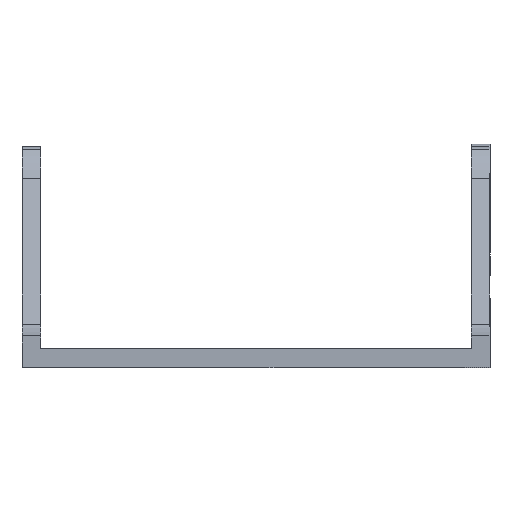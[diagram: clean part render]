
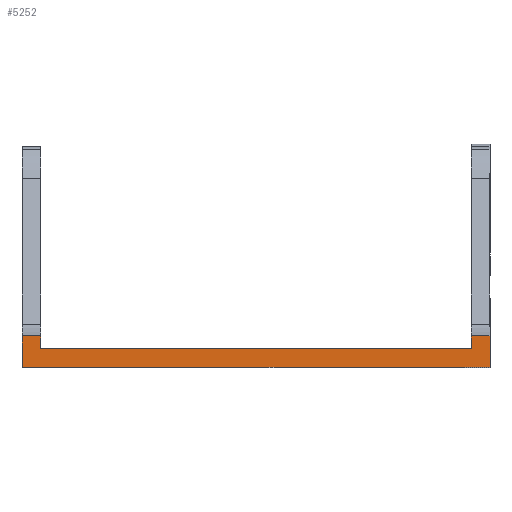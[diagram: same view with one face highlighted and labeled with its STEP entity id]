
A CAD part, top view. The second image highlights one B-rep face of the part: STEP entity #5252.
In plain terms, the highlighted planar face has unit normal (0, 0, 1).
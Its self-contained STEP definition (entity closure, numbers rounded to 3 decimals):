
#407 = LINE ( 'NONE', #3853, #410 ) ;
#410 = VECTOR ( 'NONE', #3851, 1000. ) ;
#480 = LINE ( 'NONE', #3667, #482 ) ;
#482 = VECTOR ( 'NONE', #3666, 1000. ) ;
#629 = LINE ( 'NONE', #2905, #632 ) ;
#632 = VECTOR ( 'NONE', #2907, 1000. ) ;
#992 = VERTEX_POINT ( 'NONE', #6475 ) ;
#1484 = ORIENTED_EDGE ( 'NONE', *, *, #6779, .T. ) ;
#1485 = ORIENTED_EDGE ( 'NONE', *, *, #2841, .T. ) ;
#1486 = ORIENTED_EDGE ( 'NONE', *, *, #2653, .T. ) ;
#1487 = ORIENTED_EDGE ( 'NONE', *, *, #6990, .T. ) ;
#1488 = ORIENTED_EDGE ( 'NONE', *, *, #2736, .T. ) ;
#1489 = ORIENTED_EDGE ( 'NONE', *, *, #2844, .T. ) ;
#1490 = ORIENTED_EDGE ( 'NONE', *, *, #2782, .T. ) ;
#1491 = ORIENTED_EDGE ( 'NONE', *, *, #6725, .T. ) ;
#2060 = LINE ( 'NONE', #6565, #2063 ) ;
#2063 = VECTOR ( 'NONE', #6563, 1000. ) ;
#2182 = LINE ( 'NONE', #6143, #2184 ) ;
#2184 = VECTOR ( 'NONE', #6106, 1000. ) ;
#2334 = FACE_OUTER_BOUND ( 'NONE', #3088, .T. ) ;
#2653 = EDGE_CURVE ( 'NONE', #5489, #5526, #2060, .T. ) ;
#2736 = EDGE_CURVE ( 'NONE', #4440, #4477, #2182, .T. ) ;
#2782 = EDGE_CURVE ( 'NONE', #5419, #992, #5587, .T. ) ;
#2841 = EDGE_CURVE ( 'NONE', #4481, #5489, #5651, .T. ) ;
#2844 = EDGE_CURVE ( 'NONE', #4477, #5419, #5672, .T. ) ;
#2905 = CARTESIAN_POINT ( 'NONE',  ( 0., 4., 48. ) ) ;
#2907 = DIRECTION ( 'NONE',  ( -1., 0., 0. ) ) ;
#3088 = EDGE_LOOP ( 'NONE', ( #1484, #1485, #1486, #1487, #1488, #1489, #1490, #1491 ) ) ;
#3666 = DIRECTION ( 'NONE',  ( 0., 1., 0. ) ) ;
#3667 = CARTESIAN_POINT ( 'NONE',  ( 50., 60., 48. ) ) ;
#3851 = DIRECTION ( 'NONE',  ( 1., 0., 0. ) ) ;
#3853 = CARTESIAN_POINT ( 'NONE',  ( 50., 0., 48. ) ) ;
#3969 = CARTESIAN_POINT ( 'NONE',  ( 46., 4., 48. ) ) ;
#4028 = CARTESIAN_POINT ( 'NONE',  ( 46., 6.712, 48. ) ) ;
#4065 = CARTESIAN_POINT ( 'NONE',  ( 50., 0., 48. ) ) ;
#4116 = CARTESIAN_POINT ( 'NONE',  ( -50., 6.712, 48. ) ) ;
#4440 = VERTEX_POINT ( 'NONE', #4959 ) ;
#4477 = VERTEX_POINT ( 'NONE', #4905 ) ;
#4481 = VERTEX_POINT ( 'NONE', #4901 ) ;
#4727 = DIRECTION ( 'NONE',  ( -1., 0., 0. ) ) ;
#4728 = DIRECTION ( 'NONE',  ( 0., 0., -1. ) ) ;
#4733 = PLANE ( 'NONE',  #5136 ) ;
#4738 = CARTESIAN_POINT ( 'NONE',  ( 0., 0., 48. ) ) ;
#4901 = CARTESIAN_POINT ( 'NONE',  ( 50., 6.712, 48. ) ) ;
#4905 = CARTESIAN_POINT ( 'NONE',  ( -46., 6.712, 48. ) ) ;
#4959 = CARTESIAN_POINT ( 'NONE',  ( -46., 4., 48. ) ) ;
#5136 = AXIS2_PLACEMENT_3D ( 'NONE', #4738, #4728, #4727 ) ;
#5252 = ADVANCED_FACE ( 'NONE', ( #2334 ), #4733, .F. ) ;
#5419 = VERTEX_POINT ( 'NONE', #4116 ) ;
#5460 = VERTEX_POINT ( 'NONE', #4065 ) ;
#5489 = VERTEX_POINT ( 'NONE', #4028 ) ;
#5526 = VERTEX_POINT ( 'NONE', #3969 ) ;
#5587 = LINE ( 'NONE', #6188, #5590 ) ;
#5590 = VECTOR ( 'NONE', #6187, 1000. ) ;
#5651 = LINE ( 'NONE', #5995, #5671 ) ;
#5671 = VECTOR ( 'NONE', #5990, 1000. ) ;
#5672 = LINE ( 'NONE', #5987, #5675 ) ;
#5675 = VECTOR ( 'NONE', #5986, 1000. ) ;
#5986 = DIRECTION ( 'NONE',  ( -1., 0., 0. ) ) ;
#5987 = CARTESIAN_POINT ( 'NONE',  ( 0., 6.712, 48. ) ) ;
#5990 = DIRECTION ( 'NONE',  ( -1., 0., 0. ) ) ;
#5995 = CARTESIAN_POINT ( 'NONE',  ( 0., 6.712, 48. ) ) ;
#6106 = DIRECTION ( 'NONE',  ( 0., 1., 0. ) ) ;
#6143 = CARTESIAN_POINT ( 'NONE',  ( -46., 60., 48. ) ) ;
#6187 = DIRECTION ( 'NONE',  ( 0., -1., 0. ) ) ;
#6188 = CARTESIAN_POINT ( 'NONE',  ( -50., 0., 48. ) ) ;
#6475 = CARTESIAN_POINT ( 'NONE',  ( -50., 0., 48. ) ) ;
#6563 = DIRECTION ( 'NONE',  ( 0., -1., 0. ) ) ;
#6565 = CARTESIAN_POINT ( 'NONE',  ( 46., 4., 48. ) ) ;
#6725 = EDGE_CURVE ( 'NONE', #992, #5460, #407, .T. ) ;
#6779 = EDGE_CURVE ( 'NONE', #5460, #4481, #480, .T. ) ;
#6990 = EDGE_CURVE ( 'NONE', #5526, #4440, #629, .T. ) ;
